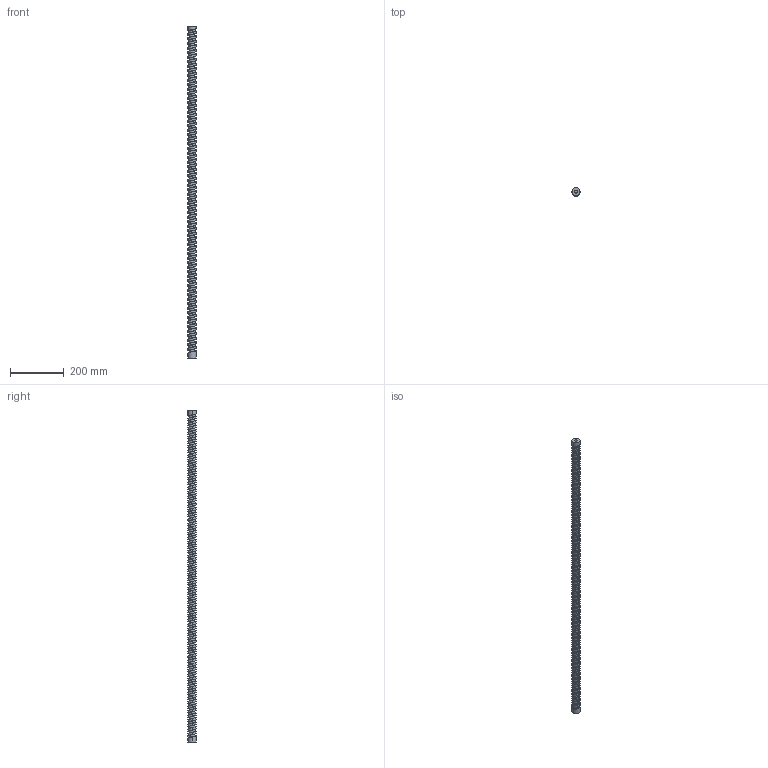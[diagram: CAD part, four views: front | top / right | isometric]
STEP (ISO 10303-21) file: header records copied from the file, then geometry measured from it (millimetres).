
FILE_DESCRIPTION (( 'STEP AP203' ), '1' );
FILE_NAME ('screw 2_1.STEP', '2020-02-21T14:36:39', ( '' ), ( '' ), 'SwSTEP 2.0', 'SolidWorks 2017', '' );
FILE_SCHEMA (( 'CONFIG_CONTROL_DESIGN' ));
Length unit declared in the file: millimetre
Products named in the file (1): screw 2_1
Bounding box: 30 x 30 x 1236 mm (x, y, z)
Volume: 714692.5 mm3; surface area: 133005.9 mm2
Topology: 1 solids, 1 shells, 153 faces, 450 edges, 300 vertices
Faces by surface type: cylinder 145, plane 5, bspline 3
Entity records: 21236 total; most frequent: CARTESIAN_POINT 17947, ORIENTED_EDGE 900, DIRECTION 472, EDGE_CURVE 450, VERTEX_POINT 300, AXIS2_PLACEMENT_3D 159, VECTOR 154, LINE 154
